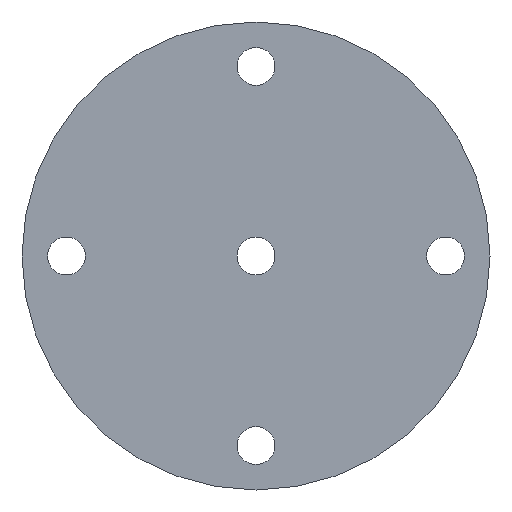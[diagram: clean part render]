
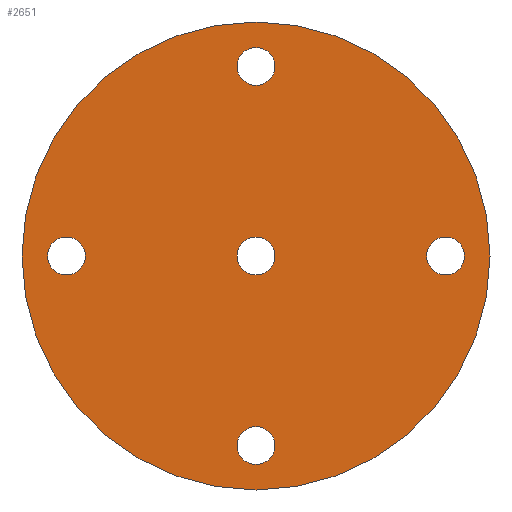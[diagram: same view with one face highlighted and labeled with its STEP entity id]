
A CAD part, left-side view. The second image highlights one B-rep face of the part: STEP entity #2651.
In plain terms, the highlighted planar face has unit normal (-1, 0, 0).
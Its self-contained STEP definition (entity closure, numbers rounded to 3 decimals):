
#85 = AXIS2_PLACEMENT_3D ( 'NONE', #258, #4953, #1417 ) ;
#122 = CIRCLE ( 'NONE', #1850, 1.6 ) ;
#233 = DIRECTION ( 'NONE',  ( 0., 0., 1. ) ) ;
#240 = DIRECTION ( 'NONE',  ( -1., 0., 0. ) ) ;
#258 = CARTESIAN_POINT ( 'NONE',  ( -7.5, 0., 0. ) ) ;
#322 = CARTESIAN_POINT ( 'NONE',  ( -7.5, 0., -14.4 ) ) ;
#387 = CARTESIAN_POINT ( 'NONE',  ( -7.5, 0., 0. ) ) ;
#539 = VERTEX_POINT ( 'NONE', #1394 ) ;
#550 = CARTESIAN_POINT ( 'NONE',  ( -7.5, -16., -1.6 ) ) ;
#577 = CARTESIAN_POINT ( 'NONE',  ( -7.5, 0., 17.6 ) ) ;
#582 = DIRECTION ( 'NONE',  ( -1., 0., 0. ) ) ;
#586 = VERTEX_POINT ( 'NONE', #4906 ) ;
#649 = ORIENTED_EDGE ( 'NONE', *, *, #1123, .F. ) ;
#672 = CIRCLE ( 'NONE', #85, 19.75 ) ;
#702 = CARTESIAN_POINT ( 'NONE',  ( -7.5, 0., 1.6 ) ) ;
#716 = DIRECTION ( 'NONE',  ( -1., 0., 0. ) ) ;
#764 = DIRECTION ( 'NONE',  ( 0., 0., 1. ) ) ;
#802 = DIRECTION ( 'NONE',  ( 0., 0., 1. ) ) ;
#831 = VERTEX_POINT ( 'NONE', #1716 ) ;
#870 = CARTESIAN_POINT ( 'NONE',  ( -7.5, -16., 0. ) ) ;
#873 = DIRECTION ( 'NONE',  ( 0., 0., 1. ) ) ;
#893 = DIRECTION ( 'NONE',  ( 0., 0., 1. ) ) ;
#1003 = CIRCLE ( 'NONE', #1731, 1.6 ) ;
#1026 = ORIENTED_EDGE ( 'NONE', *, *, #1411, .F. ) ;
#1078 = CARTESIAN_POINT ( 'NONE',  ( -7.5, 0., 0. ) ) ;
#1123 = EDGE_CURVE ( 'NONE', #3808, #4455, #4811, .T. ) ;
#1231 = CARTESIAN_POINT ( 'NONE',  ( -7.5, 16., 0. ) ) ;
#1260 = CARTESIAN_POINT ( 'NONE',  ( -7.5, 0., -19.75 ) ) ;
#1315 = CIRCLE ( 'NONE', #4562, 1.6 ) ;
#1347 = CIRCLE ( 'NONE', #1999, 1.6 ) ;
#1349 = EDGE_CURVE ( 'NONE', #4662, #831, #1003, .T. ) ;
#1353 = DIRECTION ( 'NONE',  ( -1., 0., 0. ) ) ;
#1394 = CARTESIAN_POINT ( 'NONE',  ( -7.5, 16., 1.6 ) ) ;
#1411 = EDGE_CURVE ( 'NONE', #2643, #586, #4481, .T. ) ;
#1417 = DIRECTION ( 'NONE',  ( 0., 0., 1. ) ) ;
#1447 = EDGE_CURVE ( 'NONE', #1744, #4040, #1636, .T. ) ;
#1482 = AXIS2_PLACEMENT_3D ( 'NONE', #1078, #2635, #1868 ) ;
#1556 = CIRCLE ( 'NONE', #3359, 19.75 ) ;
#1636 = CIRCLE ( 'NONE', #1482, 1.6 ) ;
#1658 = EDGE_CURVE ( 'NONE', #4040, #1744, #1315, .T. ) ;
#1659 = AXIS2_PLACEMENT_3D ( 'NONE', #2933, #582, #893 ) ;
#1716 = CARTESIAN_POINT ( 'NONE',  ( -7.5, -16., 1.6 ) ) ;
#1731 = AXIS2_PLACEMENT_3D ( 'NONE', #3103, #716, #764 ) ;
#1744 = VERTEX_POINT ( 'NONE', #3171 ) ;
#1765 = DIRECTION ( 'NONE',  ( 0., 0., 1. ) ) ;
#1847 = VERTEX_POINT ( 'NONE', #1940 ) ;
#1850 = AXIS2_PLACEMENT_3D ( 'NONE', #1231, #3165, #5055 ) ;
#1868 = DIRECTION ( 'NONE',  ( 0., 0., 1. ) ) ;
#1940 = CARTESIAN_POINT ( 'NONE',  ( -7.5, 16., -1.6 ) ) ;
#1999 = AXIS2_PLACEMENT_3D ( 'NONE', #4593, #2572, #233 ) ;
#2043 = DIRECTION ( 'NONE',  ( 0., 0., 1. ) ) ;
#2099 = ORIENTED_EDGE ( 'NONE', *, *, #4331, .F. ) ;
#2143 = DIRECTION ( 'NONE',  ( -1., 0., 0. ) ) ;
#2154 = EDGE_CURVE ( 'NONE', #4455, #3808, #4002, .T. ) ;
#2230 = ORIENTED_EDGE ( 'NONE', *, *, #2561, .T. ) ;
#2372 = EDGE_CURVE ( 'NONE', #3880, #2851, #672, .T. ) ;
#2431 = DIRECTION ( 'NONE',  ( -1., 0., 0. ) ) ;
#2447 = DIRECTION ( 'NONE',  ( 0., 0., 1. ) ) ;
#2469 = AXIS2_PLACEMENT_3D ( 'NONE', #2810, #2143, #873 ) ;
#2554 = CARTESIAN_POINT ( 'NONE',  ( -7.5, 0., -16. ) ) ;
#2556 = FACE_BOUND ( 'NONE', #3931, .T. ) ;
#2561 = EDGE_CURVE ( 'NONE', #2851, #3880, #1556, .T. ) ;
#2572 = DIRECTION ( 'NONE',  ( -1., 0., 0. ) ) ;
#2631 = AXIS2_PLACEMENT_3D ( 'NONE', #2554, #240, #3336 ) ;
#2635 = DIRECTION ( 'NONE',  ( -1., 0., 0. ) ) ;
#2643 = VERTEX_POINT ( 'NONE', #577 ) ;
#2651 = ADVANCED_FACE ( 'NONE', ( #3315, #3696, #2556, #4915, #3339, #4105 ), #3664, .T. ) ;
#2678 = DIRECTION ( 'NONE',  ( -1., 0., 0. ) ) ;
#2789 = CARTESIAN_POINT ( 'NONE',  ( -7.5, 0., -16. ) ) ;
#2810 = CARTESIAN_POINT ( 'NONE',  ( -7.5, 0., 0. ) ) ;
#2851 = VERTEX_POINT ( 'NONE', #4500 ) ;
#2933 = CARTESIAN_POINT ( 'NONE',  ( -7.5, 16., 0. ) ) ;
#2946 = AXIS2_PLACEMENT_3D ( 'NONE', #2789, #3862, #802 ) ;
#2982 = CARTESIAN_POINT ( 'NONE',  ( -7.5, 0., 0. ) ) ;
#2991 = EDGE_LOOP ( 'NONE', ( #4090, #3863 ) ) ;
#3038 = CIRCLE ( 'NONE', #4910, 1.6 ) ;
#3103 = CARTESIAN_POINT ( 'NONE',  ( -7.5, -16., 0. ) ) ;
#3165 = DIRECTION ( 'NONE',  ( -1., 0., 0. ) ) ;
#3171 = CARTESIAN_POINT ( 'NONE',  ( -7.5, 0., -1.6 ) ) ;
#3234 = EDGE_CURVE ( 'NONE', #586, #2643, #1347, .T. ) ;
#3315 = FACE_BOUND ( 'NONE', #2991, .T. ) ;
#3336 = DIRECTION ( 'NONE',  ( 0., 0., 1. ) ) ;
#3339 = FACE_BOUND ( 'NONE', #4228, .T. ) ;
#3359 = AXIS2_PLACEMENT_3D ( 'NONE', #2982, #1353, #1765 ) ;
#3653 = ORIENTED_EDGE ( 'NONE', *, *, #1349, .F. ) ;
#3664 = PLANE ( 'NONE',  #2469 ) ;
#3684 = ORIENTED_EDGE ( 'NONE', *, *, #3234, .F. ) ;
#3696 = FACE_BOUND ( 'NONE', #4702, .T. ) ;
#3701 = EDGE_LOOP ( 'NONE', ( #649, #4008 ) ) ;
#3808 = VERTEX_POINT ( 'NONE', #4241 ) ;
#3834 = AXIS2_PLACEMENT_3D ( 'NONE', #4556, #2678, #4627 ) ;
#3837 = EDGE_CURVE ( 'NONE', #1847, #539, #122, .T. ) ;
#3862 = DIRECTION ( 'NONE',  ( -1., 0., 0. ) ) ;
#3863 = ORIENTED_EDGE ( 'NONE', *, *, #1658, .F. ) ;
#3880 = VERTEX_POINT ( 'NONE', #1260 ) ;
#3931 = EDGE_LOOP ( 'NONE', ( #4093, #5033 ) ) ;
#4002 = CIRCLE ( 'NONE', #2946, 1.6 ) ;
#4008 = ORIENTED_EDGE ( 'NONE', *, *, #2154, .F. ) ;
#4040 = VERTEX_POINT ( 'NONE', #702 ) ;
#4090 = ORIENTED_EDGE ( 'NONE', *, *, #1447, .F. ) ;
#4093 = ORIENTED_EDGE ( 'NONE', *, *, #3837, .F. ) ;
#4105 = FACE_BOUND ( 'NONE', #3701, .T. ) ;
#4228 = EDGE_LOOP ( 'NONE', ( #3684, #1026 ) ) ;
#4241 = CARTESIAN_POINT ( 'NONE',  ( -7.5, 0., -17.6 ) ) ;
#4300 = EDGE_CURVE ( 'NONE', #539, #1847, #4578, .T. ) ;
#4331 = EDGE_CURVE ( 'NONE', #831, #4662, #3038, .T. ) ;
#4428 = EDGE_LOOP ( 'NONE', ( #5027, #2230 ) ) ;
#4455 = VERTEX_POINT ( 'NONE', #322 ) ;
#4481 = CIRCLE ( 'NONE', #3834, 1.6 ) ;
#4500 = CARTESIAN_POINT ( 'NONE',  ( -7.5, 0., 19.75 ) ) ;
#4556 = CARTESIAN_POINT ( 'NONE',  ( -7.5, 0., 16. ) ) ;
#4562 = AXIS2_PLACEMENT_3D ( 'NONE', #387, #4716, #2447 ) ;
#4578 = CIRCLE ( 'NONE', #1659, 1.6 ) ;
#4593 = CARTESIAN_POINT ( 'NONE',  ( -7.5, 0., 16. ) ) ;
#4627 = DIRECTION ( 'NONE',  ( 0., 0., 1. ) ) ;
#4662 = VERTEX_POINT ( 'NONE', #550 ) ;
#4702 = EDGE_LOOP ( 'NONE', ( #3653, #2099 ) ) ;
#4716 = DIRECTION ( 'NONE',  ( -1., 0., 0. ) ) ;
#4811 = CIRCLE ( 'NONE', #2631, 1.6 ) ;
#4906 = CARTESIAN_POINT ( 'NONE',  ( -7.5, 0., 14.4 ) ) ;
#4910 = AXIS2_PLACEMENT_3D ( 'NONE', #870, #2431, #2043 ) ;
#4915 = FACE_OUTER_BOUND ( 'NONE', #4428, .T. ) ;
#4953 = DIRECTION ( 'NONE',  ( -1., 0., 0. ) ) ;
#5027 = ORIENTED_EDGE ( 'NONE', *, *, #2372, .T. ) ;
#5033 = ORIENTED_EDGE ( 'NONE', *, *, #4300, .F. ) ;
#5055 = DIRECTION ( 'NONE',  ( 0., 0., 1. ) ) ;
